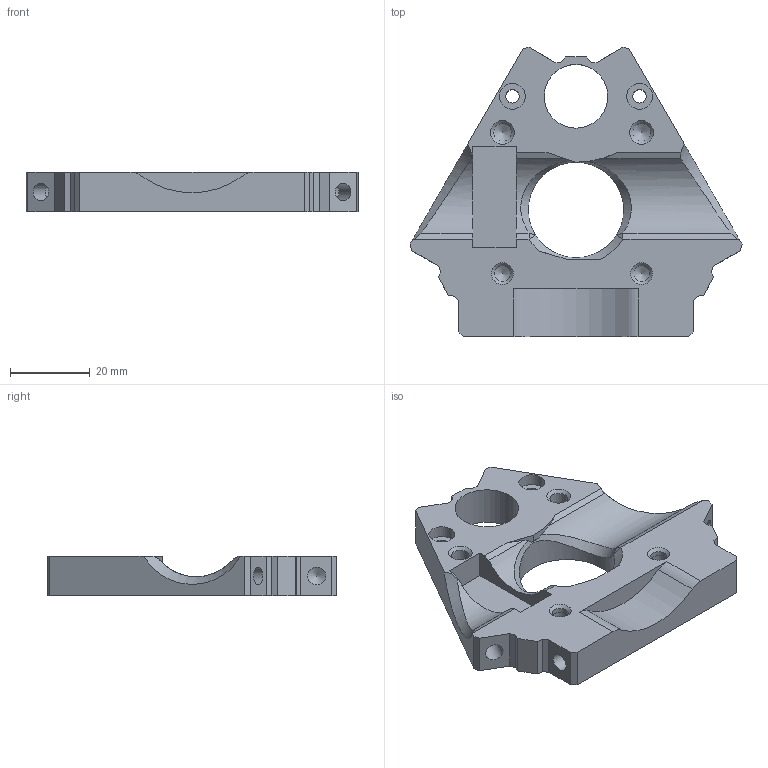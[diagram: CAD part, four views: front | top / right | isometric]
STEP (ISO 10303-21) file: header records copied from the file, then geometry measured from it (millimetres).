
FILE_DESCRIPTION(/* description */ ('STEP AP242','CAx-IF Rec.Pracs.---Representation and Presentation of Product Manufacturing Information (PMI)---4.0---2014-10-13','CAx-IF Rec.Pracs.---3D Tessellated Geometry---0.4---2014-09-14','2;1'),/* implementation_level */ '2;1');
FILE_NAME(/* name */ '657f794571f4d123be972cea',/* time_stamp */ '2023-12-17T22:42:13Z',/* author */ (''),/* organization */ (''),/* preprocessor_version */ 'ST-DEVELOPER v19.4',/* originating_system */ ' ',/* authorisation */ ' ');
FILE_SCHEMA (('AP242_MANAGED_MODEL_BASED_3D_ENGINEERING_MIM_LF { 1 0 10303 442 1 1 4 }'));
Length unit declared in the file: metre
Products named in the file (1): Effector
Bounding box: 83.48 x 72.73 x 10 mm (x, y, z)
Volume: 26513.6 mm3; surface area: 12787.2 mm2
Topology: 1 solids, 1 shells, 194 faces, 526 edges, 348 vertices
Faces by surface type: plane 93, cylinder 83, cone 15, bspline 3
Full cylindrical faces by diameter (mm): 3.2 x3, 3.4 x2, 4 x2, 4.5 x10, 6.5 x2, 16 x1, 24 x1
Entity records: 6184 total; most frequent: CARTESIAN_POINT 1409, DIRECTION 997, ORIENTED_EDGE 936, EDGE_CURVE 468, AXIS2_PLACEMENT_3D 362, VERTEX_POINT 335, LINE 273, VECTOR 273
